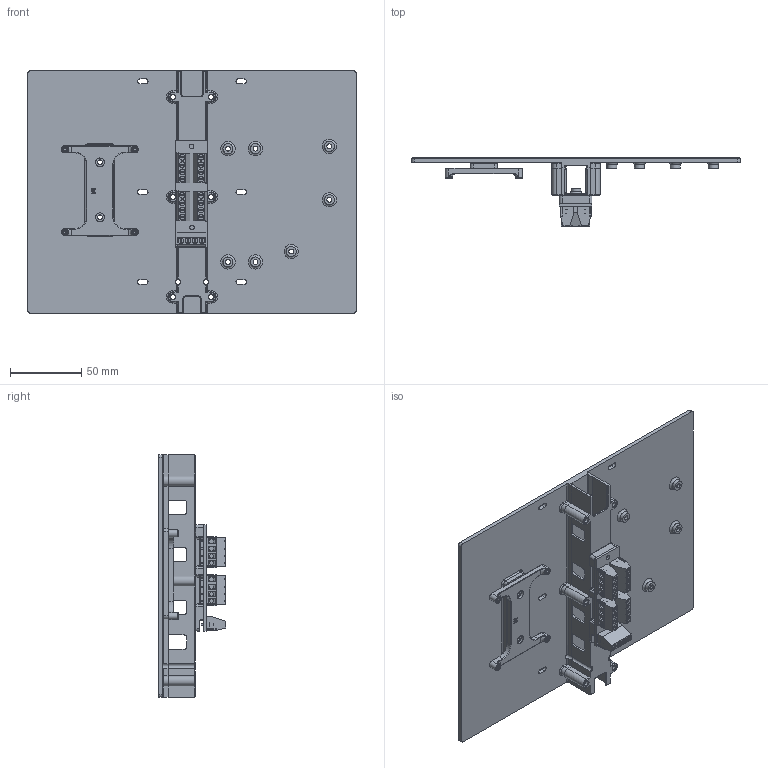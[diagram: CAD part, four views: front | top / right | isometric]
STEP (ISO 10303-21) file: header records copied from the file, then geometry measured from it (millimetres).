
FILE_DESCRIPTION(/* description */ (''),/* implementation_level */ '2;1');
FILE_NAME(/* name */ 'printed_mid_panel_assembly.step',/* time_stamp */ '2023-07-06T22:47:00+12:00',/* author */ (''),/* organization */ (''),/* preprocessor_version */ 'ST-DEVELOPER v19.2',/* originating_system */ 'Autodesk Translation Framework v12.6.0.85',/* authorisation */ '');
FILE_SCHEMA (('AUTOMOTIVE_DESIGN { 1 0 10303 214 3 1 1 }'));
Length unit declared in the file: millimetre
Products named in the file (10): V0.2 Master Assembly RC1_Mid Panel; V0.2 Master Assembly RC1_Raspberry SKRPico Mount; can_expansion_hub_2020_mount; can_expansion_hub; TerminalBlock_Phoenix_MKDS-1,5-4-5.08_1x04_P5.08mm_Horizontal; SOLID; TerminalBlock_Phoenix_MKDS-1,5-4_1x04_P5.00mm_Horizontal; SOLID (1); PCB; 2020_extrusion_mount
Assembly tree (12 placements, depth 5):
  V0.2 Master Assembly RC1_Mid Panel
    V0.2 Master Assembly RC1_Raspberry SKRPico Mount
    can_expansion_hub_2020_mount
      can_expansion_hub
        TerminalBlock_Phoenix_MKDS-1,5-4-5.08_1x04_P5.08mm_Horizontal  x4
          SOLID
        TerminalBlock_Phoenix_MKDS-1,5-4_1x04_P5.00mm_Horizontal
          SOLID (1)
        PCB
      2020_extrusion_mount
Bounding box: 230 x 47.43 x 170 mm (x, y, z)
Volume: 172002.2 mm3; surface area: 131063.6 mm2
Topology: 10 solids, 10 shells, 1557 faces, 3925 edges, 2440 vertices
Faces by surface type: plane 1105, cylinder 285, cone 114, torus 35, bspline 18
Full cylindrical faces by diameter (mm): 1.52 x20, 1.9 x4, 3.2 x2, 3.4 x31, 3.8 x20, 4 x20, 4.7 x19, 5 x4, 6.2 x4, 7 x9
Entity records: 33491 total; most frequent: CARTESIAN_POINT 6409, DIRECTION 5635, ORIENTED_EDGE 5404, EDGE_CURVE 2702, AXIS2_PLACEMENT_3D 1900, LINE 1835, VECTOR 1835, VERTEX_POINT 1678
